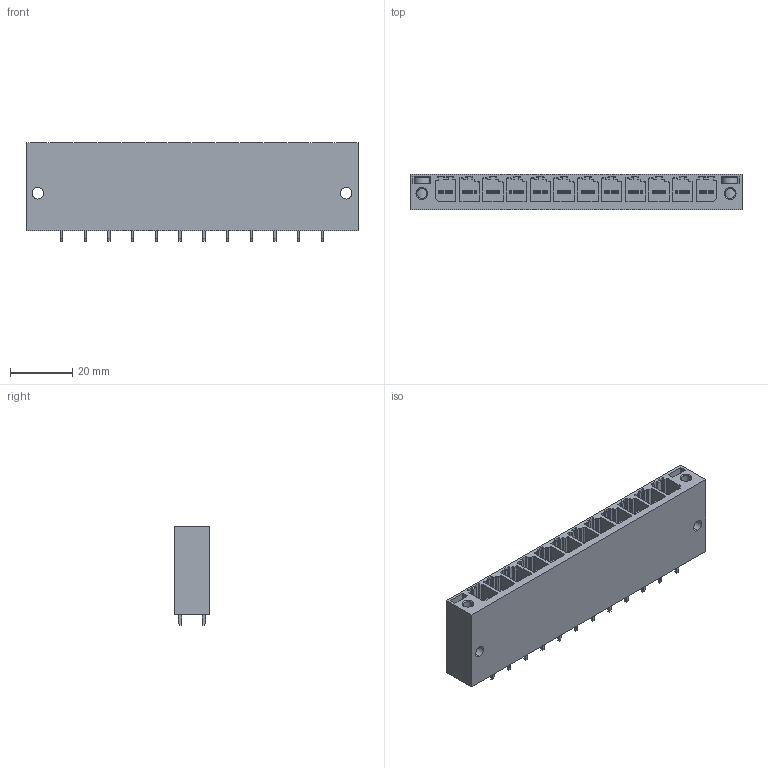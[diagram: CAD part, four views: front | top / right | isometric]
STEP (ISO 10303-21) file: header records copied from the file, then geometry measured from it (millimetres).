
FILE_DESCRIPTION(('CATIA V5 STEP Exchange','CAx-IF Rec.Pracs.--- Model Styling and Organization---1.2---2011-12-15'),'2;1');
FILE_NAME ('D1459419_0_1930810000_1930810000.stp','2018-11-28T15:50:45+00:00',('none'),('Weidmueller'),'CATIA Version 5-6 Release 2014','CATIA V5 STEP AP214','none');
FILE_SCHEMA(('AUTOMOTIVE_DESIGN { 1 0 10303 214 1 1 1 1 }'));
Length unit declared in the file: millimetre
Products named in the file (1): 1930810000
Bounding box: 106.68 x 11.4 x 31.8 mm (x, y, z)
Volume: 24009.2 mm3; surface area: 23209.3 mm2
Topology: 13 solids, 13 shells, 952 faces, 2738 edges, 1816 vertices
Faces by surface type: plane 788, cylinder 160, cone 4
Entity records: 24593 total; most frequent: ORIENTED_EDGE 5476, CARTESIAN_POINT 4029, DIRECTION 2922, EDGE_CURVE 2246, VECTOR 1946, LINE 1946, VERTEX_POINT 1444, EDGE_LOOP 1016
